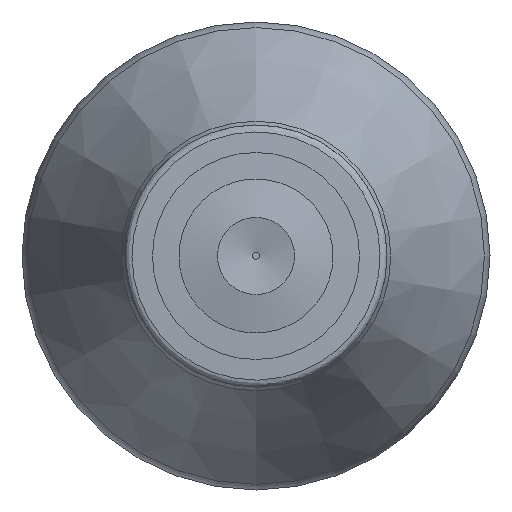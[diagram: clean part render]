
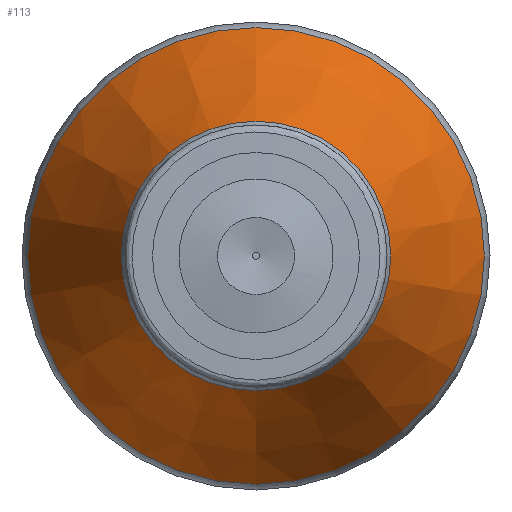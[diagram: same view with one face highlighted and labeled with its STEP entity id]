
A CAD part, left-side view. The second image highlights one B-rep face of the part: STEP entity #113.
In plain terms, the highlighted conical face has half-angle 25.796 degrees and reference radius 12.201 mm.
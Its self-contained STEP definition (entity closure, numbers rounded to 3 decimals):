
#91=CONICAL_SURFACE('',#435,12.201,25.796);
#113=ADVANCED_FACE('',(#166,#167),#91,.T.);
#166=FACE_BOUND('',#223,.T.);
#167=FACE_BOUND('',#224,.T.);
#223=EDGE_LOOP('',(#283));
#224=EDGE_LOOP('',(#284));
#283=ORIENTED_EDGE('',*,*,#359,.T.);
#284=ORIENTED_EDGE('',*,*,#358,.F.);
#328=VERTEX_POINT('',#622);
#329=VERTEX_POINT('',#625);
#358=EDGE_CURVE('',#328,#328,#388,.T.);
#359=EDGE_CURVE('',#329,#329,#389,.T.);
#388=CIRCLE('',#432,12.201);
#389=CIRCLE('',#434,7.198);
#432=AXIS2_PLACEMENT_3D('',#621,#514,#515);
#434=AXIS2_PLACEMENT_3D('',#624,#518,#519);
#435=AXIS2_PLACEMENT_3D('',#626,#520,#521);
#514=DIRECTION('',(1.,0.,0.));
#515=DIRECTION('',(0.,0.,1.));
#518=DIRECTION('',(1.,0.,0.));
#519=DIRECTION('',(0.,0.,1.));
#520=DIRECTION('',(1.,0.,0.));
#521=DIRECTION('',(0.,0.,-1.));
#621=CARTESIAN_POINT('',(72.381,0.,0.));
#622=CARTESIAN_POINT('',(72.381,0.,12.201));
#624=CARTESIAN_POINT('',(62.031,0.,0.));
#625=CARTESIAN_POINT('',(62.031,0.,7.198));
#626=CARTESIAN_POINT('',(72.381,0.,0.));
